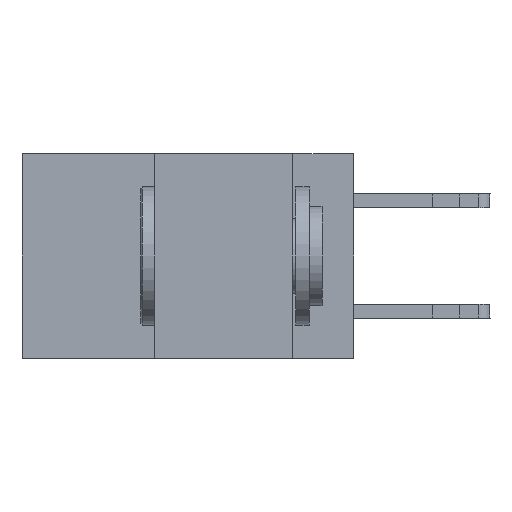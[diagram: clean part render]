
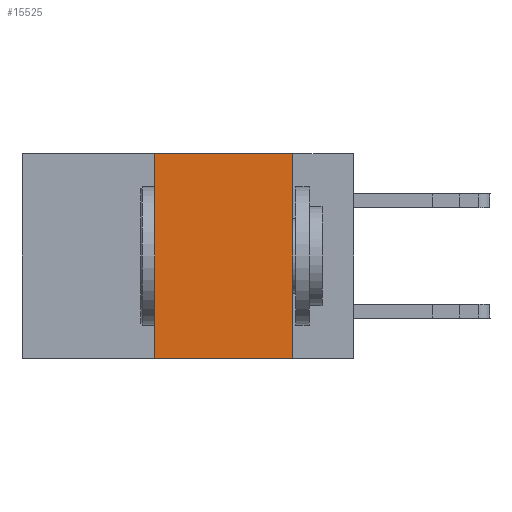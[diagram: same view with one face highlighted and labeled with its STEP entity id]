
A CAD part, left-side view. The second image highlights one B-rep face of the part: STEP entity #15525.
In plain terms, the highlighted planar face has unit normal (-1, 0, 0).
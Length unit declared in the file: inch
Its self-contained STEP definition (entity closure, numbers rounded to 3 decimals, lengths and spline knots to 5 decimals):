
#726 = ORIENTED_EDGE ( 'NONE', *, *, #2749, .T. ) ;
#1370 = VECTOR ( 'NONE', #16432, 39.37008 ) ;
#1380 = CARTESIAN_POINT ( 'NONE',  ( 0., 0.36, 0. ) ) ;
#1997 = EDGE_CURVE ( 'NONE', #11403, #29278, #14284, .T. ) ;
#2749 = EDGE_CURVE ( 'NONE', #11403, #17730, #13907, .T. ) ;
#4688 = CARTESIAN_POINT ( 'NONE',  ( 0., 0.6, -0.37 ) ) ;
#4849 = EDGE_CURVE ( 'NONE', #21670, #17730, #16004, .T. ) ;
#5884 = DIRECTION ( 'NONE',  ( 0., -1., 0. ) ) ;
#7324 = ORIENTED_EDGE ( 'NONE', *, *, #27712, .F. ) ;
#7533 = VECTOR ( 'NONE', #23770, 39.37008 ) ;
#7997 = VECTOR ( 'NONE', #5884, 39.37008 ) ;
#8030 = LINE ( 'NONE', #26892, #7997 ) ;
#10164 = DIRECTION ( 'NONE',  ( 0., 0., -1. ) ) ;
#11259 = DIRECTION ( 'NONE',  ( 0., 0., 1. ) ) ;
#11403 = VERTEX_POINT ( 'NONE', #22146 ) ;
#13907 = LINE ( 'NONE', #4688, #7533 ) ;
#14006 = FACE_OUTER_BOUND ( 'NONE', #17441, .T. ) ;
#14284 = LINE ( 'NONE', #18663, #14675 ) ;
#14675 = VECTOR ( 'NONE', #11259, 39.37008 ) ;
#15311 = ORIENTED_EDGE ( 'NONE', *, *, #1997, .F. ) ;
#15525 = ADVANCED_FACE ( 'NONE', ( #14006 ), #19053, .F. ) ;
#16004 = LINE ( 'NONE', #25698, #1370 ) ;
#16169 = ORIENTED_EDGE ( 'NONE', *, *, #4849, .F. ) ;
#16432 = DIRECTION ( 'NONE',  ( 0., 0., -1. ) ) ;
#17441 = EDGE_LOOP ( 'NONE', ( #16169, #7324, #15311, #726 ) ) ;
#17730 = VERTEX_POINT ( 'NONE', #17840 ) ;
#17840 = CARTESIAN_POINT ( 'NONE',  ( 0., 0.11, -0.37 ) ) ;
#18663 = CARTESIAN_POINT ( 'NONE',  ( 0., 0.36, 0. ) ) ;
#19053 = PLANE ( 'NONE',  #22455 ) ;
#19249 = CARTESIAN_POINT ( 'NONE',  ( 0., 0.6, 0. ) ) ;
#21278 = CARTESIAN_POINT ( 'NONE',  ( 0., 0.11, 0. ) ) ;
#21670 = VERTEX_POINT ( 'NONE', #21278 ) ;
#22146 = CARTESIAN_POINT ( 'NONE',  ( 0., 0.36, -0.37 ) ) ;
#22455 = AXIS2_PLACEMENT_3D ( 'NONE', #19249, #23990, #10164 ) ;
#23770 = DIRECTION ( 'NONE',  ( 0., -1., 0. ) ) ;
#23990 = DIRECTION ( 'NONE',  ( 1., 0., 0. ) ) ;
#25698 = CARTESIAN_POINT ( 'NONE',  ( 0., 0.11, 0. ) ) ;
#26892 = CARTESIAN_POINT ( 'NONE',  ( 0., 0.6, 0. ) ) ;
#27712 = EDGE_CURVE ( 'NONE', #29278, #21670, #8030, .T. ) ;
#29278 = VERTEX_POINT ( 'NONE', #1380 ) ;
